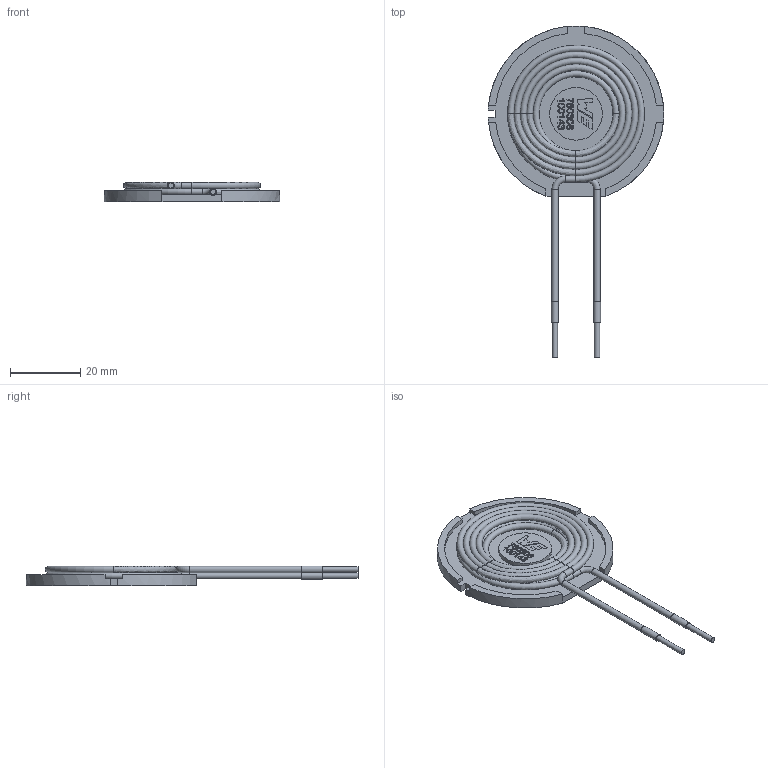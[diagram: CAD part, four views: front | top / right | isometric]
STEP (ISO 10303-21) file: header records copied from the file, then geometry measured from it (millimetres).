
FILE_DESCRIPTION(/* description */ ('Unknown'),/* implementation_level */ '2;1');
FILE_NAME(/* name */ 'L_Wurth_WE-WPCC-TX_760308100143',/* time_stamp */ '2025-04-18T10:39:35+08:00',/* author */ ('Unknown'),/* organization */ ('Unknown'),/* preprocessor_version */ 'ST-DEVELOPER v19.4',/* originating_system */ 'Solid Edge',/* authorisation */ 'Unknown');
FILE_SCHEMA (('AUTOMOTIVE_DESIGN {1 0 10303 214 3 1 1}'));
Length unit declared in the file: millimetre
Products named in the file (2): L_Wurth_WE-WPCC-TX_760308100143
Assembly tree (1 placements, depth 2):
  L_Wurth_WE-WPCC-TX_760308100143
    L_Wurth_WE-WPCC-TX_760308100143
Bounding box: 49.98 x 94.49 x 5.69 mm (x, y, z)
Volume: 6811.2 mm3; surface area: 9995.6 mm2
Topology: 2 solids, 2 shells, 172 faces, 404 edges, 262 vertices
Faces by surface type: plane 108, bspline 38, cylinder 15, torus 11
Full cylindrical faces by diameter (mm): 1.5 x2, 1.79 x4, 1.99 x2, 15 x1
Entity records: 8834 total; most frequent: CARTESIAN_POINT 4142, ORIENTED_EDGE 718, DIRECTION 553, EDGE_CURVE 359, VERTEX_POINT 262, FACE_BOUND 245, EDGE_LOOP 241, AXIS2_PLACEMENT_3D 189
